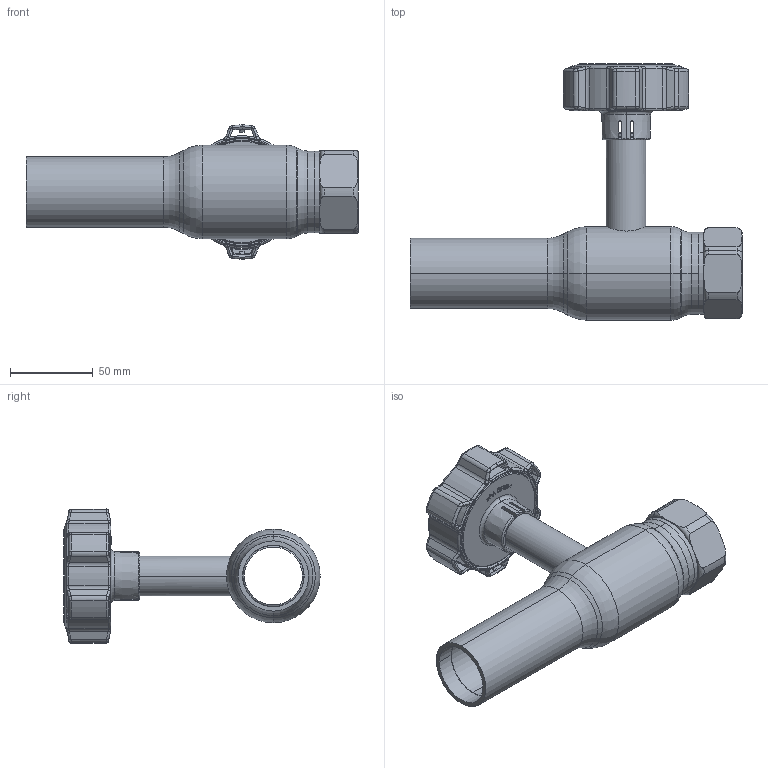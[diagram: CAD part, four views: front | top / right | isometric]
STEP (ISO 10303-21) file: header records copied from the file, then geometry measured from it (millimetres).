
FILE_DESCRIPTION (( 'STEP AP214' ), '1' );
FILE_NAME ('1032003601-2201.step', '2023-09-14T10:16:07', ( '' ), ( '' ), 'SwSTEP 2.0', 'SolidWorks 2021', '' );
FILE_SCHEMA (( 'AUTOMOTIVE_DESIGN' ));
Length unit declared in the file: millimetre
Products named in the file (1): 1032003601-2201
Bounding box: 200.5 x 154.8 x 81 mm (x, y, z)
Surface area: 76044.2 mm2 (no closed solid volume)
Topology: 0 solids, 19 shells, 548 faces, 1614 edges, 1060 vertices
Faces by surface type: bspline 180, cylinder 132, plane 101, cone 71, torus 64
Entity records: 34616 total; most frequent: CARTESIAN_POINT 15863, ORIENTED_EDGE 2821, DIRECTION 2148, EDGE_CURVE 1614, VERTEX_POINT 1060, AXIS2_PLACEMENT_3D 841, B_SPLINE_CURVE_WITH_KNOTS 630, EDGE_LOOP 577
